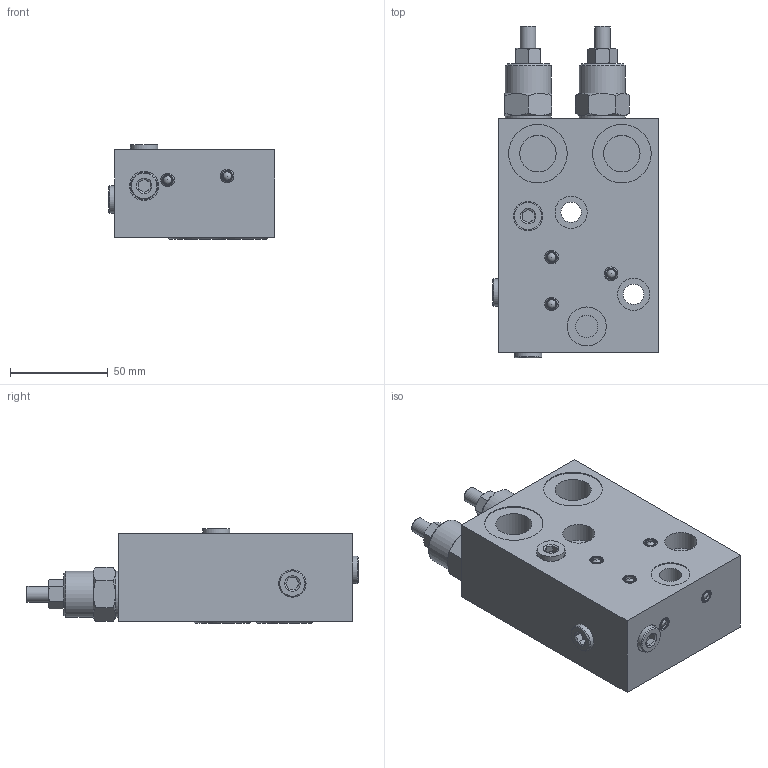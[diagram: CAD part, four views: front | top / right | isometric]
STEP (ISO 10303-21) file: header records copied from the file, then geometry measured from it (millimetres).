
FILE_DESCRIPTION(/* description */ ('STEP AP214'),/* implementation_level */ '2;1');
FILE_NAME(/* name */ 'KPBS-250_1_D',/* time_stamp */ '2023-03-08T10:06:18+01:00',/* author */ ('License CC BY-ND 4.0'),/* organization */ ('CADENAS'),/* preprocessor_version */ 'ST-DEVELOPER v18.102',/* originating_system */ 'PARTsolutions',/* authorisation */ ' ');
FILE_SCHEMA (('AUTOMOTIVE_DESIGN {1 0 10303 214 3 1 1}'));
Length unit declared in the file: millimetre
Products named in the file (1): KPBS-250/1/D
Bounding box: 85 x 170 x 48.51 mm (x, y, z)
Volume: 446111.3 mm3; surface area: 52805.7 mm2
Topology: 1 solids, 3 shells, 215 faces, 457 edges, 293 vertices
Faces by surface type: plane 115, cone 46, cylinder 42, sphere 7, torus 5
Full cylindrical faces by diameter (mm): 4.9 x7, 7 x7, 8 x2, 8.5 x2, 10.5 x2, 11.445 x1, 14 x3, 15 x2, 16.5 x2, 18.631 x2, 19 x2, 20 x1, 23.5 x4, 24 x1, 28.5 x1, 28.55 x1, 30 x2
Entity records: 5378 total; most frequent: CARTESIAN_POINT 1202, DIRECTION 840, ORIENTED_EDGE 714, EDGE_CURVE 357, AXIS2_PLACEMENT_3D 357, EDGE_LOOP 344, FACE_BOUND 344, VERTEX_POINT 269
